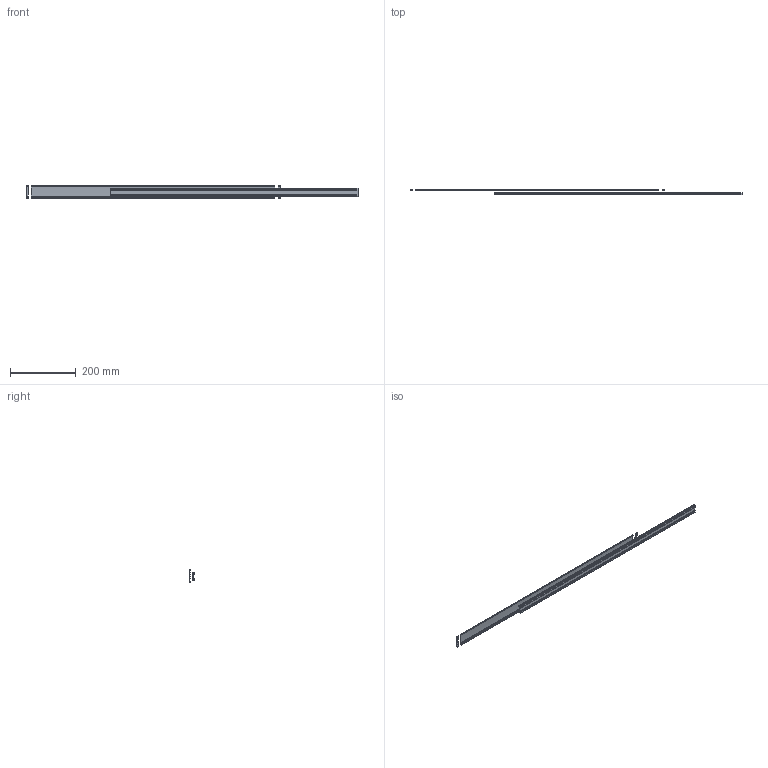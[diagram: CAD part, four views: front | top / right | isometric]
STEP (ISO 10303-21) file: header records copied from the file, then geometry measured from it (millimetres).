
FILE_DESCRIPTION (( 'STEP AP214' ), '1' );
FILE_NAME ('POWER BUSS RAIL 750.STEP', '2018-04-03T21:48:04', ( '' ), ( '' ), 'SwSTEP 2.0', 'SolidWorks 2017', '' );
FILE_SCHEMA (( 'AUTOMOTIVE_DESIGN' ));
Length unit declared in the file: millimetre
Products named in the file (1): POWER BUSS RAIL 750
Bounding box: 1007.5 x 17.42 x 38.73 mm (x, y, z)
Volume: 73444.1 mm3; surface area: 174589.4 mm2
Topology: 4 solids, 4 shells, 452 faces, 1334 edges, 888 vertices
Faces by surface type: plane 378, cylinder 74
Entity records: 18132 total; most frequent: CARTESIAN_POINT 2675, ORIENTED_EDGE 2668, DIRECTION 2404, EDGE_CURVE 1334, VECTOR 1170, LINE 1170, VERTEX_POINT 888, AXIS2_PLACEMENT_3D 617
